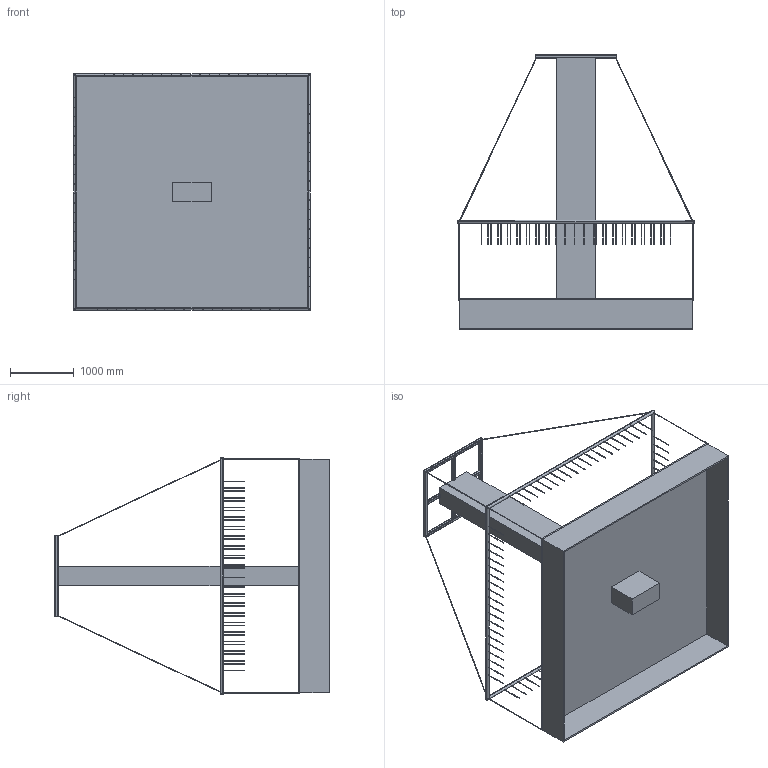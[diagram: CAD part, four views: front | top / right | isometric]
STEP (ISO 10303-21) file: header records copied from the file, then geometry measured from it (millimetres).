
FILE_DESCRIPTION (( 'STEP AP203' ), '1' );
FILE_NAME ('Top Hat.STEP', '2025-07-02T15:40:45', ( '' ), ( '' ), 'SwSTEP 2.0', 'SolidWorks 2024', '' );
FILE_SCHEMA (( 'CONFIG_CONTROL_DESIGN' ));
Length unit declared in the file: inch
Products named in the file (1): Top Hat
Bounding box: 3708.4 x 4292.6 x 3708.4 mm (x, y, z)
Volume: 1310582924.3 mm3; surface area: 58232608.6 mm2
Topology: 101 solids, 101 shells, 706 faces, 1520 edges, 1016 vertices
Faces by surface type: cylinder 430, plane 276
Entity records: 20041 total; most frequent: CARTESIAN_POINT 3977, DIRECTION 3510, ORIENTED_EDGE 3040, EDGE_CURVE 1520, AXIS2_PLACEMENT_3D 1427, VERTEX_POINT 1016, EDGE_LOOP 906, CIRCLE 720
